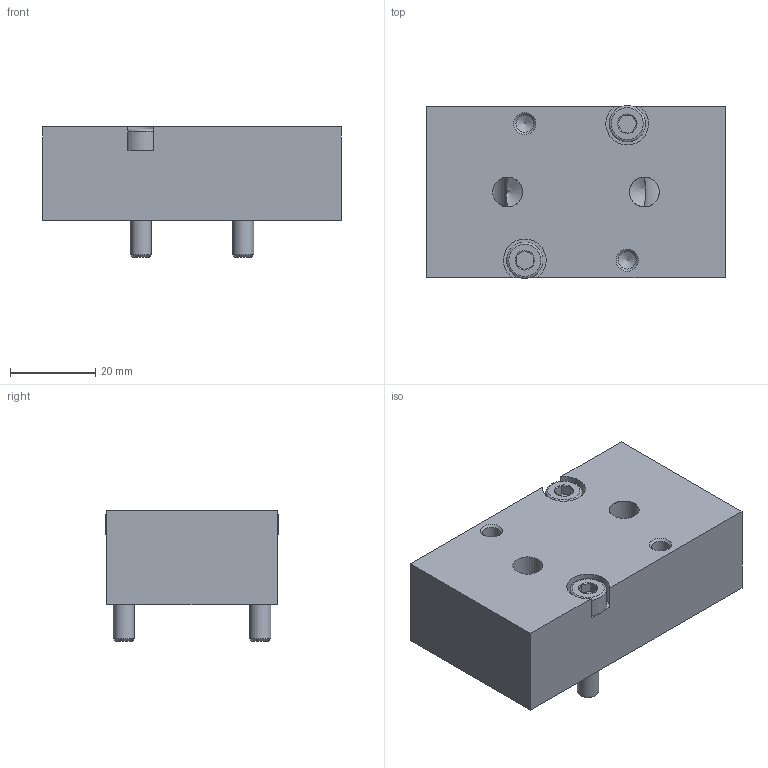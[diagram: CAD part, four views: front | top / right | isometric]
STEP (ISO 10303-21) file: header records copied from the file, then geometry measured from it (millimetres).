
FILE_DESCRIPTION( ( 'Unknown' ), '1' );
FILE_NAME( 'FPNW 22-1_4.stp', 'Unknown', ( 'Unknown' ), ( 'Unknown' ), 'PSStep 17.0.49', 'Unknown', ' ' );
FILE_SCHEMA( ( 'AUTOMOTIVE_DESIGN { 1 0 10303 214 1 1 1 1 }' ) );
Length unit declared in the file: millimetre
Products named in the file (3): Assem1; AFPNW 22-1_4; DIN912-A2-M5x25
Assembly tree (3 placements, depth 2):
  Assem1
    AFPNW 22-1_4
    DIN912-A2-M5x25  x2
Bounding box: 70 x 40.5 x 30.5 mm (x, y, z)
Surface area: 14844.7 mm2 (no closed solid volume)
Topology: 0 solids, 82 shells, 82 faces, 351 edges, 315 vertices
Faces by surface type: plane 32, cone 24, cylinder 22, torus 4
Full cylindrical faces by diameter (mm): 4.019 x2, 4.134 x4, 5 x4, 5.5 x2, 7 x2, 8.5 x2, 11.8 x4
Entity records: 3239 total; most frequent: CARTESIAN_POINT 847, DIRECTION 390, VERTEX_POINT 208, ORIENTED_EDGE 202, EDGE_CURVE 202, AXIS2_PLACEMENT_3D 151, FACE_BOUND 102, EDGE_LOOP 96
